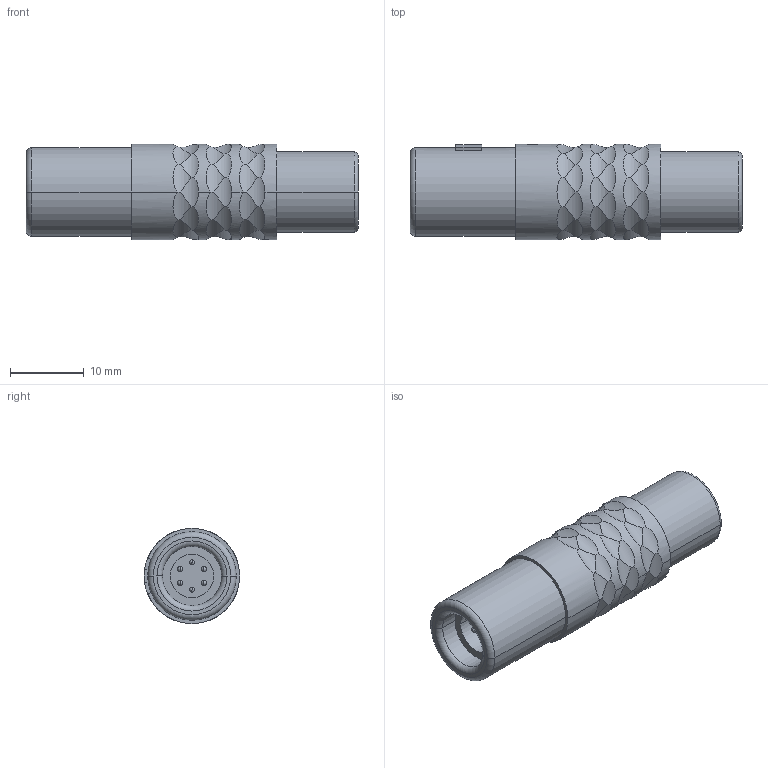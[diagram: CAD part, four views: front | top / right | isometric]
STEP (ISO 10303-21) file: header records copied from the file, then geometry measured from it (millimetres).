
FILE_DESCRIPTION((''),'2;1');
FILE_NAME('S11KAC-P06M','2014-02-06T',('RTrager'),(''),'PRO/ENGINEER BY PARAMETRIC TECHNOLOGY CORPORATION, 2013050','PRO/ENGINEER BY PARAMETRIC TECHNOLOGY CORPORATION, 2013050','');
FILE_SCHEMA(('CONFIG_CONTROL_DESIGN'));
Length unit declared in the file: millimetre
Products named in the file (1): S11KAC-P06M
Bounding box: 45 x 12.9 x 12.9 mm (x, y, z)
Volume: 4139.8 mm3; surface area: 2763.7 mm2
Topology: 1 solids, 1 shells, 195 faces, 506 edges, 322 vertices
Faces by surface type: cylinder 134, plane 32, torus 12, sphere 12, bspline 5
Entity records: 8343 total; most frequent: CARTESIAN_POINT 3908, ORIENTED_EDGE 988, DIRECTION 808, EDGE_CURVE 494, AXIS2_PLACEMENT_3D 347, VERTEX_POINT 322, B_SPLINE_CURVE_WITH_KNOTS 223, EDGE_LOOP 216
